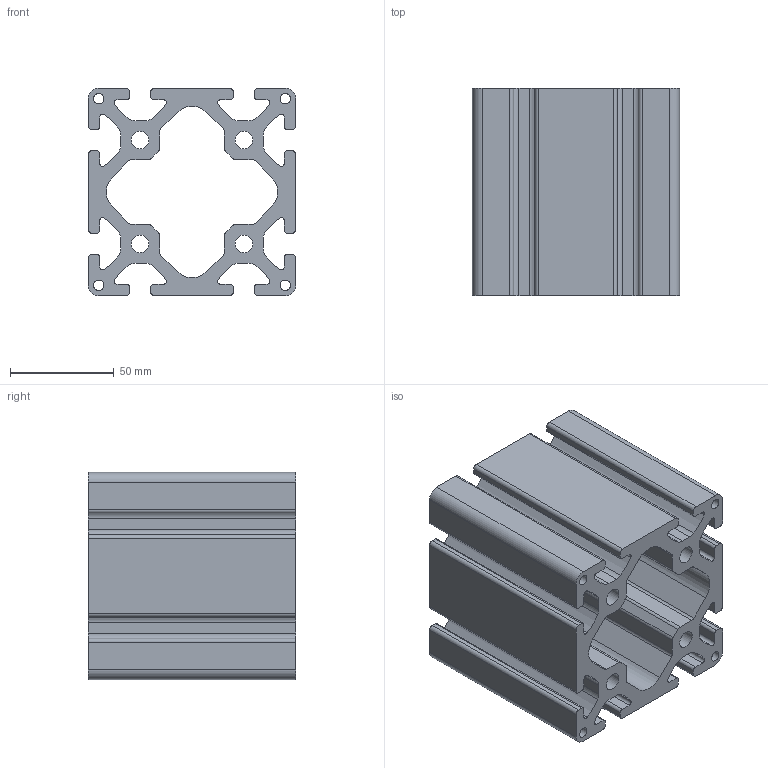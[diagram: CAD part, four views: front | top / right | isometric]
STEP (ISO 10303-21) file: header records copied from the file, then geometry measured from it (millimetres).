
FILE_DESCRIPTION( ( 'Unknown' ), '1' );
FILE_NAME( 'I10-100100.stp', 'Unknown', ( 'Unknown' ), ( 'Unknown' ), 'XStep 1.0', 'Unknown', ' ' );
FILE_SCHEMA( ( 'automotive_design' ) );
Length unit declared in the file: millimetre
Products named in the file (1): 1
Bounding box: 100 x 100 x 100 mm (x, y, z)
Volume: 395857.4 mm3; surface area: 128110 mm2
Topology: 1 solids, 1 shells, 186 faces, 552 edges, 368 vertices
Faces by surface type: cylinder 112, plane 74
Full cylindrical faces by diameter (mm): 5 x4, 8.5 x4
Entity records: 7820 total; most frequent: DIRECTION 1142, CARTESIAN_POINT 1099, ORIENTED_EDGE 1088, EDGE_CURVE 544, AXIS2_PLACEMENT_3D 411, VERTEX_POINT 368, LINE 320, VECTOR 320
